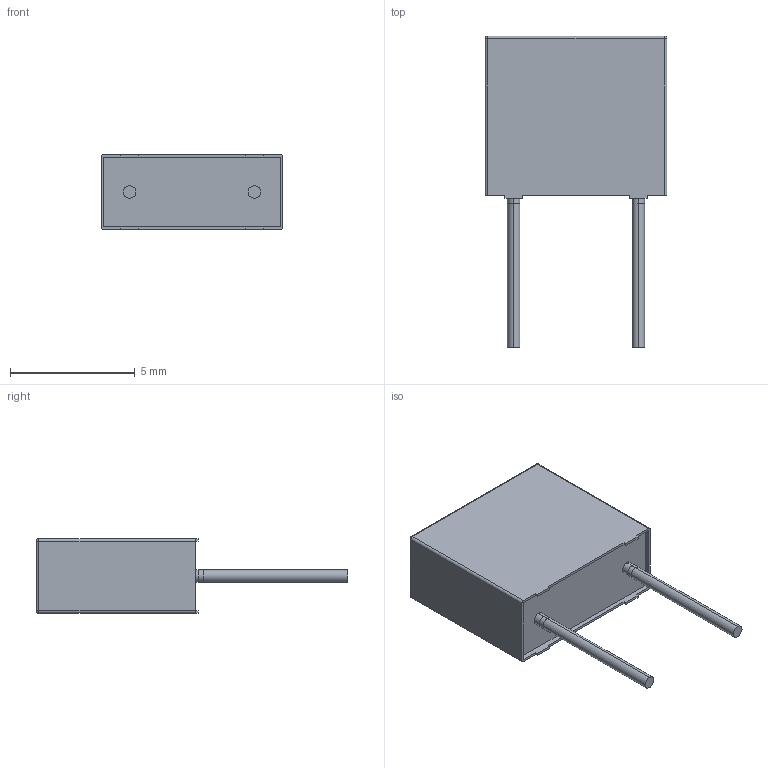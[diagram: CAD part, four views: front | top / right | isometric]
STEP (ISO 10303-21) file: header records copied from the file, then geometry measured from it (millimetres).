
FILE_DESCRIPTION (( 'STEP AP214' ), '1' );
FILE_NAME ('User Library-MKT_B32529.STEP', '2018-12-02T19:58:14', ( '' ), ( '' ), 'SwSTEP 2.0', 'SolidWorks 2018', '' );
FILE_SCHEMA (( 'AUTOMOTIVE_DESIGN' ));
Length unit declared in the file: millimetre
Products named in the file (1): User Library-MKT_B32529
Bounding box: 7.3 x 12.5 x 3 mm (x, y, z)
Volume: 138.7 mm3; surface area: 199.4 mm2
Topology: 3 solids, 3 shells, 52 faces, 124 edges, 76 vertices
Faces by surface type: plane 32, cylinder 16, sphere 4
Entity records: 1644 total; most frequent: DIRECTION 258, CARTESIAN_POINT 249, ORIENTED_EDGE 240, EDGE_CURVE 120, VECTOR 88, LINE 88, AXIS2_PLACEMENT_3D 85, VERTEX_POINT 76
